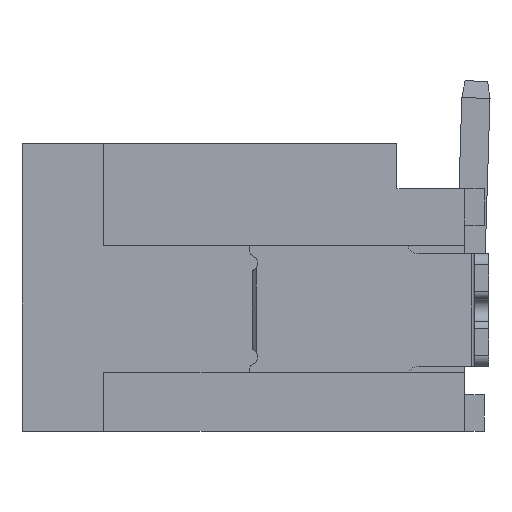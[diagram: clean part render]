
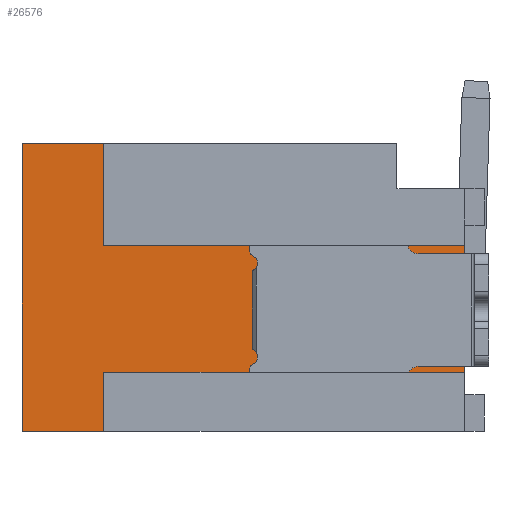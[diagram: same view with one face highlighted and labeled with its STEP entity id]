
A CAD part, left-side view. The second image highlights one B-rep face of the part: STEP entity #26576.
In plain terms, the highlighted planar face has unit normal (-1, 0, 0).
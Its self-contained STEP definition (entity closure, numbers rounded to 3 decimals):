
#54 = CARTESIAN_POINT ( 'NONE',  ( -7., -1.45, -1.1 ) ) ;
#489 = VECTOR ( 'NONE', #10056, 1000. ) ;
#632 = ORIENTED_EDGE ( 'NONE', *, *, #7814, .F. ) ;
#1001 = CARTESIAN_POINT ( 'NONE',  ( -7., -1.45, -4.8 ) ) ;
#1413 = VECTOR ( 'NONE', #12127, 1000. ) ;
#1520 = CARTESIAN_POINT ( 'NONE',  ( -7., -6.83, -1.8 ) ) ;
#1736 = CARTESIAN_POINT ( 'NONE',  ( -7., -6.83, -1.525 ) ) ;
#2248 = EDGE_CURVE ( 'NONE', #21665, #19148, #24723, .T. ) ;
#2452 = CARTESIAN_POINT ( 'NONE',  ( -7., -6.83, -4.65 ) ) ;
#2490 = CARTESIAN_POINT ( 'NONE',  ( -7., -4.215, -1.25 ) ) ;
#2514 = LINE ( 'NONE', #2810, #23281 ) ;
#2810 = CARTESIAN_POINT ( 'NONE',  ( -7., -3.925, -4.05 ) ) ;
#3239 = LINE ( 'NONE', #24932, #489 ) ;
#3778 = DIRECTION ( 'NONE',  ( 0., 0., -1. ) ) ;
#4448 = CARTESIAN_POINT ( 'NONE',  ( -7., -6.83, -4.05 ) ) ;
#4593 = ORIENTED_EDGE ( 'NONE', *, *, #11520, .F. ) ;
#4622 = VERTEX_POINT ( 'NONE', #21595 ) ;
#5241 = ORIENTED_EDGE ( 'NONE', *, *, #19500, .F. ) ;
#5473 = VECTOR ( 'NONE', #28140, 1000. ) ;
#5717 = VERTEX_POINT ( 'NONE', #13481 ) ;
#6485 = EDGE_CURVE ( 'NONE', #28102, #8839, #10168, .T. ) ;
#6873 = DIRECTION ( 'NONE',  ( 0., -0.707, -0.707 ) ) ;
#7324 = AXIS2_PLACEMENT_3D ( 'NONE', #23746, #28504, #24893 ) ;
#7474 = DIRECTION ( 'NONE',  ( 0., 1., 0. ) ) ;
#7545 = EDGE_CURVE ( 'NONE', #19148, #4622, #8061, .T. ) ;
#7768 = EDGE_LOOP ( 'NONE', ( #25125, #4593, #19059, #16617, #19750, #20159, #12239, #632, #22896, #28127, #22700, #5241, #19843, #10153 ) ) ;
#7814 = EDGE_CURVE ( 'NONE', #21713, #17741, #24318, .T. ) ;
#8061 = LINE ( 'NONE', #18883, #9660 ) ;
#8414 = VERTEX_POINT ( 'NONE', #4448 ) ;
#8839 = VERTEX_POINT ( 'NONE', #1001 ) ;
#9660 = VECTOR ( 'NONE', #23325, 1000. ) ;
#9809 = EDGE_CURVE ( 'NONE', #5717, #21665, #3239, .T. ) ;
#10056 = DIRECTION ( 'NONE',  ( 0., 0., 1. ) ) ;
#10153 = ORIENTED_EDGE ( 'NONE', *, *, #2248, .F. ) ;
#10168 = LINE ( 'NONE', #12323, #14923 ) ;
#11177 = CARTESIAN_POINT ( 'NONE',  ( -7., -3.325, 0. ) ) ;
#11345 = DIRECTION ( 'NONE',  ( 0., 1., 0. ) ) ;
#11520 = EDGE_CURVE ( 'NONE', #17581, #5717, #13712, .T. ) ;
#12127 = DIRECTION ( 'NONE',  ( 0., 1., 0. ) ) ;
#12239 = ORIENTED_EDGE ( 'NONE', *, *, #23074, .F. ) ;
#12256 = CARTESIAN_POINT ( 'NONE',  ( -7., -1.6, -4.65 ) ) ;
#12323 = CARTESIAN_POINT ( 'NONE',  ( -7., -1.6, -4.65 ) ) ;
#12524 = VERTEX_POINT ( 'NONE', #26494 ) ;
#13053 = LINE ( 'NONE', #1736, #27091 ) ;
#13422 = VECTOR ( 'NONE', #17507, 1000. ) ;
#13481 = CARTESIAN_POINT ( 'NONE',  ( -7., 0., -5.1 ) ) ;
#13541 = EDGE_CURVE ( 'NONE', #12524, #25641, #19692, .T. ) ;
#13712 = LINE ( 'NONE', #15869, #25589 ) ;
#14250 = DIRECTION ( 'NONE',  ( 0., 0., -1. ) ) ;
#14816 = VECTOR ( 'NONE', #6873, 1000. ) ;
#14899 = LINE ( 'NONE', #23527, #5473 ) ;
#14909 = CARTESIAN_POINT ( 'NONE',  ( -7., 0., 0. ) ) ;
#14923 = VECTOR ( 'NONE', #23414, 1000. ) ;
#14967 = DIRECTION ( 'NONE',  ( 0., 0., -1. ) ) ;
#14969 = PLANE ( 'NONE',  #7324 ) ;
#15457 = CARTESIAN_POINT ( 'NONE',  ( -7., -7.85, -4.05 ) ) ;
#15517 = EDGE_CURVE ( 'NONE', #8414, #20180, #21376, .T. ) ;
#15869 = CARTESIAN_POINT ( 'NONE',  ( -7., -3.925, -5.1 ) ) ;
#16120 = VECTOR ( 'NONE', #14250, 1000. ) ;
#16490 = EDGE_CURVE ( 'NONE', #12524, #19086, #13053, .T. ) ;
#16617 = ORIENTED_EDGE ( 'NONE', *, *, #6485, .F. ) ;
#16822 = LINE ( 'NONE', #25329, #16120 ) ;
#16907 = VECTOR ( 'NONE', #18781, 1000. ) ;
#17206 = EDGE_CURVE ( 'NONE', #8839, #17581, #16822, .T. ) ;
#17388 = CARTESIAN_POINT ( 'NONE',  ( -7., -7.85, -2.55 ) ) ;
#17507 = DIRECTION ( 'NONE',  ( 0., -1., 0. ) ) ;
#17581 = VERTEX_POINT ( 'NONE', #19939 ) ;
#17741 = VERTEX_POINT ( 'NONE', #15457 ) ;
#18781 = DIRECTION ( 'NONE',  ( 0., 0., -1. ) ) ;
#18883 = CARTESIAN_POINT ( 'NONE',  ( -7., -1.45, -0.9 ) ) ;
#19059 = ORIENTED_EDGE ( 'NONE', *, *, #17206, .F. ) ;
#19086 = VERTEX_POINT ( 'NONE', #1520 ) ;
#19148 = VERTEX_POINT ( 'NONE', #28569 ) ;
#19500 = EDGE_CURVE ( 'NONE', #4622, #25641, #26932, .T. ) ;
#19574 = CARTESIAN_POINT ( 'NONE',  ( -7., -1.6, -1.25 ) ) ;
#19692 = LINE ( 'NONE', #2490, #23805 ) ;
#19750 = ORIENTED_EDGE ( 'NONE', *, *, #27149, .F. ) ;
#19843 = ORIENTED_EDGE ( 'NONE', *, *, #7545, .F. ) ;
#19939 = CARTESIAN_POINT ( 'NONE',  ( -7., -1.45, -5.1 ) ) ;
#20159 = ORIENTED_EDGE ( 'NONE', *, *, #15517, .F. ) ;
#20180 = VERTEX_POINT ( 'NONE', #2452 ) ;
#20187 = DIRECTION ( 'NONE',  ( 0., 1., 0. ) ) ;
#21234 = EDGE_CURVE ( 'NONE', #21713, #19086, #23064, .T. ) ;
#21376 = LINE ( 'NONE', #27568, #16907 ) ;
#21595 = CARTESIAN_POINT ( 'NONE',  ( -7., -1.45, -1.1 ) ) ;
#21665 = VERTEX_POINT ( 'NONE', #14909 ) ;
#21713 = VERTEX_POINT ( 'NONE', #23687 ) ;
#22049 = VECTOR ( 'NONE', #14967, 1000. ) ;
#22700 = ORIENTED_EDGE ( 'NONE', *, *, #13541, .T. ) ;
#22896 = ORIENTED_EDGE ( 'NONE', *, *, #21234, .T. ) ;
#23064 = LINE ( 'NONE', #25511, #1413 ) ;
#23074 = EDGE_CURVE ( 'NONE', #17741, #8414, #2514, .T. ) ;
#23281 = VECTOR ( 'NONE', #7474, 1000. ) ;
#23325 = DIRECTION ( 'NONE',  ( 0., 0., -1. ) ) ;
#23414 = DIRECTION ( 'NONE',  ( 0., 0.707, -0.707 ) ) ;
#23527 = CARTESIAN_POINT ( 'NONE',  ( -7., -4.215, -4.65 ) ) ;
#23687 = CARTESIAN_POINT ( 'NONE',  ( -7., -7.85, -1.8 ) ) ;
#23746 = CARTESIAN_POINT ( 'NONE',  ( -7., -3.925, -2.55 ) ) ;
#23805 = VECTOR ( 'NONE', #11345, 1000. ) ;
#24318 = LINE ( 'NONE', #17388, #22049 ) ;
#24723 = LINE ( 'NONE', #11177, #13422 ) ;
#24893 = DIRECTION ( 'NONE',  ( 0., 0., -1. ) ) ;
#24932 = CARTESIAN_POINT ( 'NONE',  ( -7., 0., -2.55 ) ) ;
#25125 = ORIENTED_EDGE ( 'NONE', *, *, #9809, .F. ) ;
#25329 = CARTESIAN_POINT ( 'NONE',  ( -7., -1.45, -2.55 ) ) ;
#25511 = CARTESIAN_POINT ( 'NONE',  ( -7., -4.65, -1.8 ) ) ;
#25589 = VECTOR ( 'NONE', #20187, 1000. ) ;
#25641 = VERTEX_POINT ( 'NONE', #19574 ) ;
#26494 = CARTESIAN_POINT ( 'NONE',  ( -7., -6.83, -1.25 ) ) ;
#26576 = ADVANCED_FACE ( 'NONE', ( #28206 ), #14969, .F. ) ;
#26932 = LINE ( 'NONE', #54, #14816 ) ;
#27091 = VECTOR ( 'NONE', #3778, 1000. ) ;
#27149 = EDGE_CURVE ( 'NONE', #20180, #28102, #14899, .T. ) ;
#27568 = CARTESIAN_POINT ( 'NONE',  ( -7., -6.83, -2.55 ) ) ;
#28102 = VERTEX_POINT ( 'NONE', #12256 ) ;
#28127 = ORIENTED_EDGE ( 'NONE', *, *, #16490, .F. ) ;
#28140 = DIRECTION ( 'NONE',  ( 0., 1., 0. ) ) ;
#28206 = FACE_OUTER_BOUND ( 'NONE', #7768, .T. ) ;
#28504 = DIRECTION ( 'NONE',  ( 1., 0., 0. ) ) ;
#28569 = CARTESIAN_POINT ( 'NONE',  ( -7., -1.45, 0. ) ) ;
